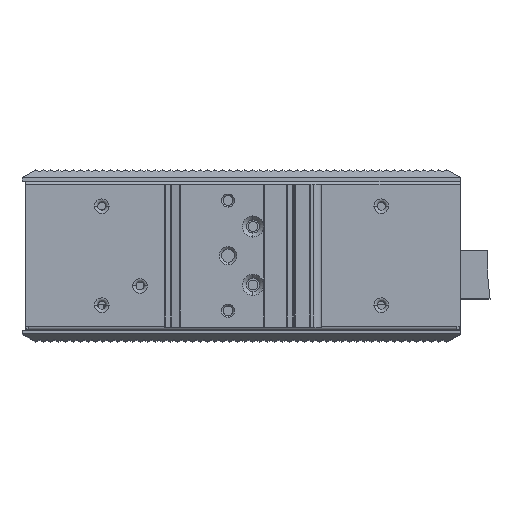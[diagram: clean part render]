
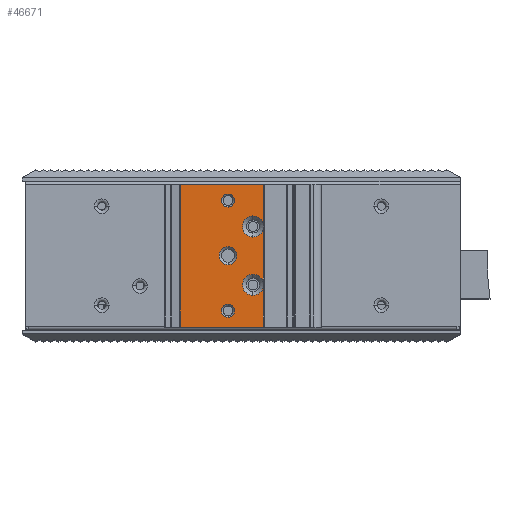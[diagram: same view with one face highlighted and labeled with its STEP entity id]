
A CAD part, top view. The second image highlights one B-rep face of the part: STEP entity #46671.
In plain terms, the highlighted planar face has unit normal (0, 0, 1).
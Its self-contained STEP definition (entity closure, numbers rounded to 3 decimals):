
#45371=DIRECTION('',(-1.,0.,0.));
#45372=VECTOR('',#45371,25.635);
#45373=CARTESIAN_POINT('',(6.03,-0.1,48.7));
#45374=LINE('',#45373,#45372);
#45582=CARTESIAN_POINT('',(2.83,30.9,48.7));
#45583=DIRECTION('',(0.,0.,-1.));
#45584=DIRECTION('',(0.,1.,0.));
#45585=AXIS2_PLACEMENT_3D('',#45582,#45583,#45584);
#45587=CARTESIAN_POINT('',(2.83,30.9,48.7));
#45588=DIRECTION('',(0.,0.,-1.));
#45589=DIRECTION('',(0.,-1.,0.));
#45590=AXIS2_PLACEMENT_3D('',#45587,#45588,#45589);
#45592=CARTESIAN_POINT('',(2.83,30.9,48.7));
#45593=DIRECTION('',(0.,0.,-1.));
#45594=DIRECTION('',(0.985,-0.175,0.));
#45595=AXIS2_PLACEMENT_3D('',#45592,#45593,#45594);
#45597=CARTESIAN_POINT('',(2.83,12.9,48.7));
#45598=DIRECTION('',(0.,0.,-1.));
#45599=DIRECTION('',(0.,1.,0.));
#45600=AXIS2_PLACEMENT_3D('',#45597,#45598,#45599);
#45602=CARTESIAN_POINT('',(2.83,12.9,48.7));
#45603=DIRECTION('',(0.,0.,-1.));
#45604=DIRECTION('',(0.,-1.,0.));
#45605=AXIS2_PLACEMENT_3D('',#45602,#45603,#45604);
#45607=CARTESIAN_POINT('',(2.83,12.9,48.7));
#45608=DIRECTION('',(0.,0.,-1.));
#45609=DIRECTION('',(0.985,-0.175,0.));
#45610=AXIS2_PLACEMENT_3D('',#45607,#45608,#45609);
#45612=DIRECTION('',(-1.,0.,0.));
#45613=VECTOR('',#45612,25.635);
#45614=CARTESIAN_POINT('',(6.03,43.9,48.7));
#45615=LINE('',#45614,#45613);
#45616=CARTESIAN_POINT('',(-4.87,21.9,48.7));
#45617=DIRECTION('',(0.,0.,-1.));
#45618=DIRECTION('',(0.,1.,0.));
#45619=AXIS2_PLACEMENT_3D('',#45616,#45617,#45618);
#45621=CARTESIAN_POINT('',(-4.87,21.9,48.7));
#45622=DIRECTION('',(0.,0.,-1.));
#45623=DIRECTION('',(0.,-1.,0.));
#45624=AXIS2_PLACEMENT_3D('',#45621,#45622,#45623);
#45626=CARTESIAN_POINT('',(-4.87,4.9,48.7));
#45627=DIRECTION('',(0.,0.,-1.));
#45628=DIRECTION('',(0.,1.,0.));
#45629=AXIS2_PLACEMENT_3D('',#45626,#45627,#45628);
#45631=CARTESIAN_POINT('',(-4.87,4.9,48.7));
#45632=DIRECTION('',(0.,0.,-1.));
#45633=DIRECTION('',(0.,-1.,0.));
#45634=AXIS2_PLACEMENT_3D('',#45631,#45632,#45633);
#45636=CARTESIAN_POINT('',(-4.87,38.9,48.7));
#45637=DIRECTION('',(0.,0.,-1.));
#45638=DIRECTION('',(0.,1.,0.));
#45639=AXIS2_PLACEMENT_3D('',#45636,#45637,#45638);
#45641=CARTESIAN_POINT('',(-4.87,38.9,48.7));
#45642=DIRECTION('',(0.,0.,-1.));
#45643=DIRECTION('',(0.,-1.,0.));
#45644=AXIS2_PLACEMENT_3D('',#45641,#45642,#45643);
#45659=DIRECTION('',(0.,-1.,0.));
#45660=VECTOR('',#45659,16.864);
#45661=CARTESIAN_POINT('',(6.03,30.332,48.7));
#45662=LINE('',#45661,#45660);
#45663=CARTESIAN_POINT('',(6.03,31.468,48.7));
#45670=DIRECTION('',(0.,-1.,0.));
#45671=VECTOR('',#45670,12.432);
#45672=CARTESIAN_POINT('',(6.03,43.9,48.7));
#45673=LINE('',#45672,#45671);
#45678=DIRECTION('',(0.,-1.,0.));
#45679=VECTOR('',#45678,12.432);
#45680=CARTESIAN_POINT('',(6.03,12.332,48.7));
#45681=LINE('',#45680,#45679);
#45687=CARTESIAN_POINT('',(6.03,12.332,48.7));
#45896=DIRECTION('',(0.,1.,0.));
#45897=VECTOR('',#45896,44.);
#45898=CARTESIAN_POINT('',(-19.605,-0.1,48.7));
#45899=LINE('',#45898,#45897);
#46259=CARTESIAN_POINT('',(6.03,-0.1,48.7));
#46260=CARTESIAN_POINT('',(-19.605,-0.1,48.7));
#46261=VERTEX_POINT('',#46259);
#46262=VERTEX_POINT('',#46260);
#46263=CARTESIAN_POINT('',(6.03,30.332,48.7));
#46264=CARTESIAN_POINT('',(6.03,13.468,48.7));
#46265=VERTEX_POINT('',#46263);
#46266=VERTEX_POINT('',#46264);
#46271=VERTEX_POINT('',#45663);
#46272=VERTEX_POINT('',#45687);
#46277=CARTESIAN_POINT('',(-19.605,43.9,48.7));
#46278=VERTEX_POINT('',#46277);
#46279=CARTESIAN_POINT('',(2.83,34.15,48.7));
#46280=VERTEX_POINT('',#46279);
#46281=CARTESIAN_POINT('',(2.83,27.65,48.7));
#46282=VERTEX_POINT('',#46281);
#46283=CARTESIAN_POINT('',(6.03,43.9,48.7));
#46284=VERTEX_POINT('',#46283);
#46285=CARTESIAN_POINT('',(2.83,16.15,48.7));
#46286=VERTEX_POINT('',#46285);
#46295=CARTESIAN_POINT('',(2.83,9.65,48.7));
#46296=VERTEX_POINT('',#46295);
#46299=CARTESIAN_POINT('',(-4.87,24.65,48.7));
#46300=CARTESIAN_POINT('',(-4.87,19.15,48.7));
#46301=VERTEX_POINT('',#46299);
#46302=VERTEX_POINT('',#46300);
#46315=CARTESIAN_POINT('',(-4.87,6.9,48.7));
#46316=CARTESIAN_POINT('',(-4.87,2.9,48.7));
#46317=VERTEX_POINT('',#46315);
#46318=VERTEX_POINT('',#46316);
#46337=CARTESIAN_POINT('',(-4.87,40.9,48.7));
#46338=CARTESIAN_POINT('',(-4.87,36.9,48.7));
#46339=VERTEX_POINT('',#46337);
#46340=VERTEX_POINT('',#46338);
#46623=CARTESIAN_POINT('',(6.23,48.3,48.7));
#46624=DIRECTION('',(0.,0.,-1.));
#46625=DIRECTION('',(-1.,0.,0.));
#46626=AXIS2_PLACEMENT_3D('',#46623,#46624,#46625);
#46627=PLANE('',#46626);
#46629=ORIENTED_EDGE('',*,*,#46628,.F.);
#46631=ORIENTED_EDGE('',*,*,#46630,.F.);
#46633=ORIENTED_EDGE('',*,*,#46632,.F.);
#46635=ORIENTED_EDGE('',*,*,#46634,.T.);
#46637=ORIENTED_EDGE('',*,*,#46636,.F.);
#46639=ORIENTED_EDGE('',*,*,#46638,.F.);
#46641=ORIENTED_EDGE('',*,*,#46640,.F.);
#46643=ORIENTED_EDGE('',*,*,#46642,.T.);
#46644=ORIENTED_EDGE('',*,*,#46526,.T.);
#46646=ORIENTED_EDGE('',*,*,#46645,.T.);
#46648=ORIENTED_EDGE('',*,*,#46647,.F.);
#46650=ORIENTED_EDGE('',*,*,#46649,.T.);
#46651=EDGE_LOOP('',(#46629,#46631,#46633,#46635,#46637,#46639,#46641,#46643,
#46644,#46646,#46648,#46650));
#46652=FACE_OUTER_BOUND('',#46651,.F.);
#46654=ORIENTED_EDGE('',*,*,#46653,.F.);
#46656=ORIENTED_EDGE('',*,*,#46655,.F.);
#46657=EDGE_LOOP('',(#46654,#46656));
#46658=FACE_BOUND('',#46657,.F.);
#46660=ORIENTED_EDGE('',*,*,#46659,.F.);
#46662=ORIENTED_EDGE('',*,*,#46661,.F.);
#46663=EDGE_LOOP('',(#46660,#46662));
#46664=FACE_BOUND('',#46663,.F.);
#46666=ORIENTED_EDGE('',*,*,#46665,.F.);
#46668=ORIENTED_EDGE('',*,*,#46667,.F.);
#46669=EDGE_LOOP('',(#46666,#46668));
#46670=FACE_BOUND('',#46669,.F.);
#46671=ADVANCED_FACE('',(#46652,#46658,#46664,#46670),#46627,.F.);
#45586=CIRCLE('',#45585,3.25);
#45591=CIRCLE('',#45590,3.25);
#45596=CIRCLE('',#45595,3.25);
#45601=CIRCLE('',#45600,3.25);
#45606=CIRCLE('',#45605,3.25);
#45611=CIRCLE('',#45610,3.25);
#45620=CIRCLE('',#45619,2.75);
#45625=CIRCLE('',#45624,2.75);
#45630=CIRCLE('',#45629,2.);
#45635=CIRCLE('',#45634,2.);
#45640=CIRCLE('',#45639,2.);
#45645=CIRCLE('',#45644,2.);
#46526=EDGE_CURVE('',#46261,#46262,#45374,.T.);
#46628=EDGE_CURVE('',#46280,#46271,#45586,.T.);
#46630=EDGE_CURVE('',#46282,#46280,#45591,.T.);
#46632=EDGE_CURVE('',#46265,#46282,#45596,.T.);
#46634=EDGE_CURVE('',#46265,#46266,#45662,.T.);
#46636=EDGE_CURVE('',#46286,#46266,#45601,.T.);
#46638=EDGE_CURVE('',#46296,#46286,#45606,.T.);
#46640=EDGE_CURVE('',#46272,#46296,#45611,.T.);
#46642=EDGE_CURVE('',#46272,#46261,#45681,.T.);
#46645=EDGE_CURVE('',#46262,#46278,#45899,.T.);
#46647=EDGE_CURVE('',#46284,#46278,#45615,.T.);
#46649=EDGE_CURVE('',#46284,#46271,#45673,.T.);
#46653=EDGE_CURVE('',#46301,#46302,#45620,.T.);
#46655=EDGE_CURVE('',#46302,#46301,#45625,.T.);
#46659=EDGE_CURVE('',#46317,#46318,#45630,.T.);
#46661=EDGE_CURVE('',#46318,#46317,#45635,.T.);
#46665=EDGE_CURVE('',#46339,#46340,#45640,.T.);
#46667=EDGE_CURVE('',#46340,#46339,#45645,.T.);
